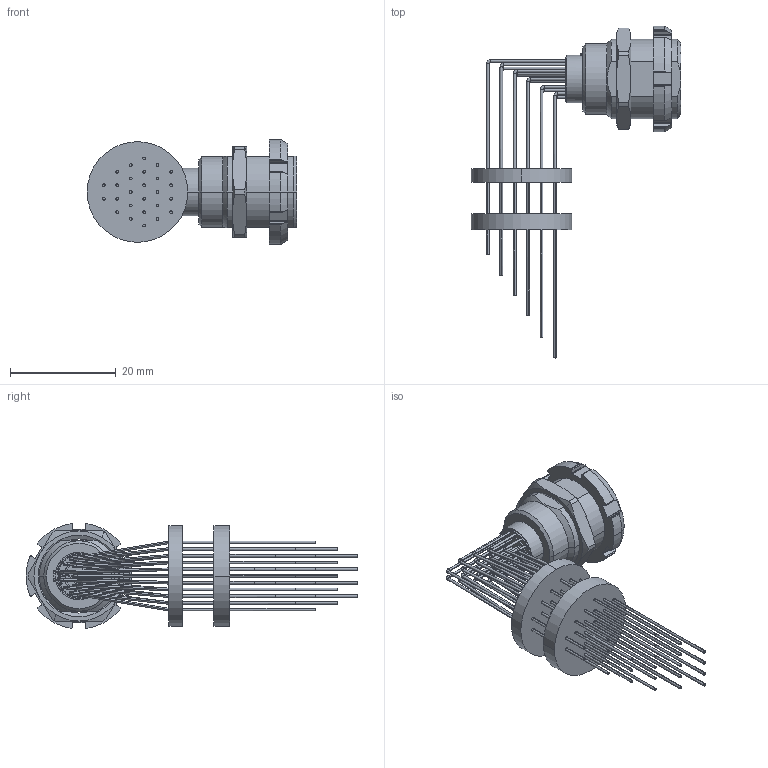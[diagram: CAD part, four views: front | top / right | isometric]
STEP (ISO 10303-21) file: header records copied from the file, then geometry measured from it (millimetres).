
FILE_DESCRIPTION(('STEP AP214'),'1');
FILE_NAME('ecg_2b_326_clv.stp','2024-07-17T05:48:12',('TraceParts'),('TraceParts S.A.'),'Spatial InterOp 3D',' ',' ');
FILE_SCHEMA(('AUTOMOTIVE_DESIGN { 1 0 10303 214 1 1 1 1 }'));
Length unit declared in the file: millimetre
Products named in the file (1): ecg_2b_326_clv_1
Bounding box: 39.6 x 62.69 x 19.78 mm (x, y, z)
Volume: 5669.2 mm3; surface area: 5629.6 mm2
Topology: 3 solids, 3 shells, 533 faces, 1317 edges, 822 vertices
Faces by surface type: cylinder 235, bspline 96, cone 78, plane 72, torus 52
Entity records: 20236 total; most frequent: CARTESIAN_POINT 5206, DIRECTION 2794, ORIENTED_EDGE 2634, EDGE_CURVE 1317, AXIS2_PLACEMENT_3D 1213, VERTEX_POINT 822, EDGE_LOOP 669, ADVANCED_FACE 533
